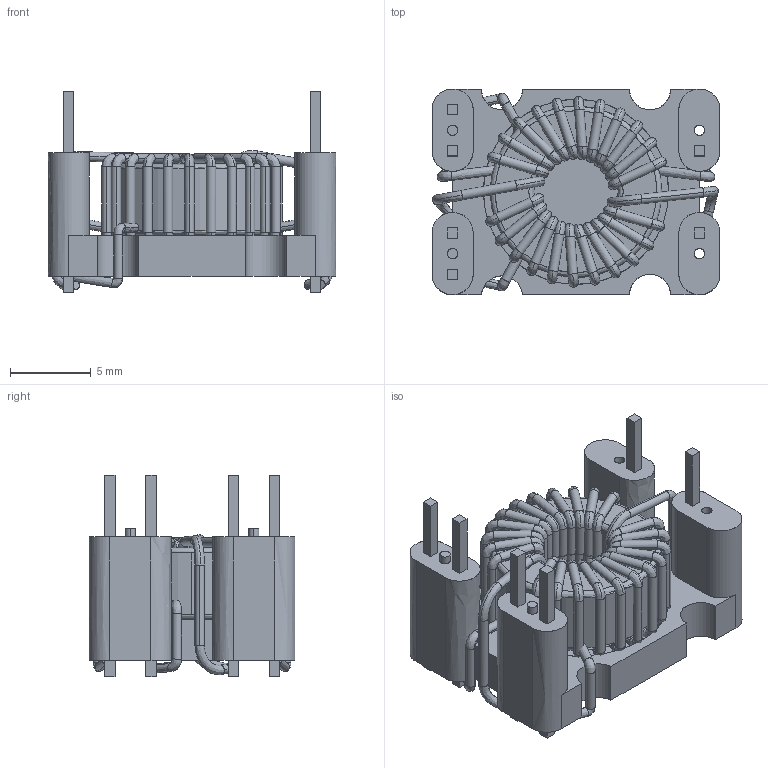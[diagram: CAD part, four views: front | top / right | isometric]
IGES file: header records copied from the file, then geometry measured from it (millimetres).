
Start section: SolidWorks IGES file using analytic representation for surfaces
Global section: file name: 29775r6.IGS; native system: SolidWorks 2010; preprocessor: SolidWorks 2010; author: kkamath; date: 110705.102900; units: inch
Bounding box: 17.78 x 12.7 x 12.45 mm (x, y, z)
Surface area: 2149.4 mm2 (no closed solid volume)
Topology: 0 solids, 0 shells, 733 faces, 6153 edges, 6153 vertices
Faces by surface type: bspline 425, revolution 308
